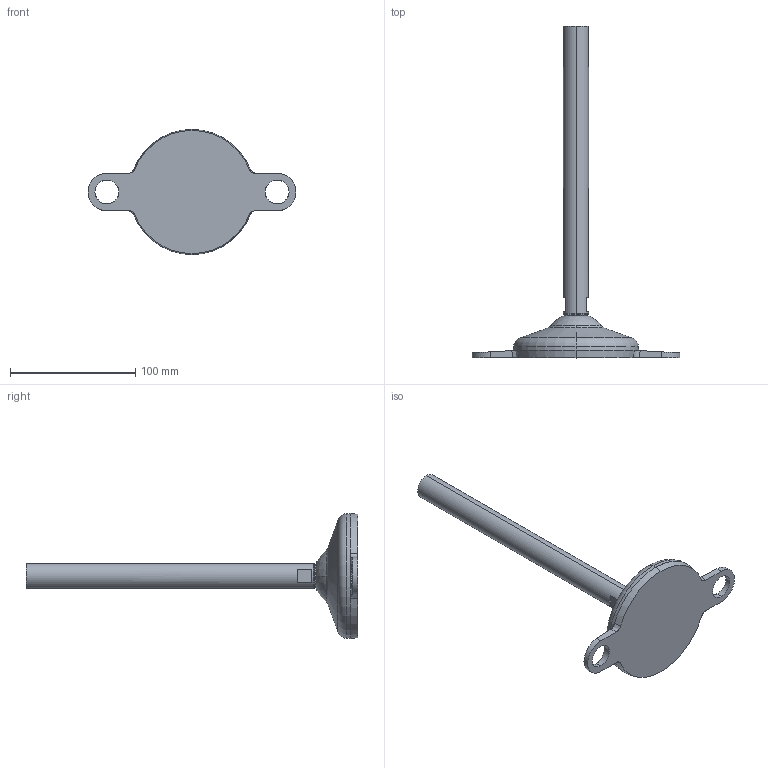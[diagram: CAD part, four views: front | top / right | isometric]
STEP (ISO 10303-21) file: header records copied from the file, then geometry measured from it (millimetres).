
FILE_DESCRIPTION (( 'STEP AP203' ), '1' );
FILE_NAME ('HLFx2 - HLF102-M20-L230-W.STEP', '2024-08-22T10:42:34', ( '' ), ( '' ), 'SwSTEP 2.0', 'SolidWorks 2024', '' );
FILE_SCHEMA (( 'CONFIG_CONTROL_DESIGN' ));
Length unit declared in the file: millimetre
Products named in the file (1): HLFx2 - HLF102-M20-L230-W
Bounding box: 166 x 265 x 100 mm (x, y, z)
Volume: 238147.7 mm3; surface area: 39184.1 mm2
Topology: 2 solids, 2 shells, 50 faces, 122 edges, 78 vertices
Faces by surface type: plane 16, cone 10, cylinder 10, torus 6, sphere 4, bspline 4
Entity records: 1721 total; most frequent: CARTESIAN_POINT 471, DIRECTION 252, ORIENTED_EDGE 244, EDGE_CURVE 122, AXIS2_PLACEMENT_3D 107, VERTEX_POINT 78, CIRCLE 60, EDGE_LOOP 58
